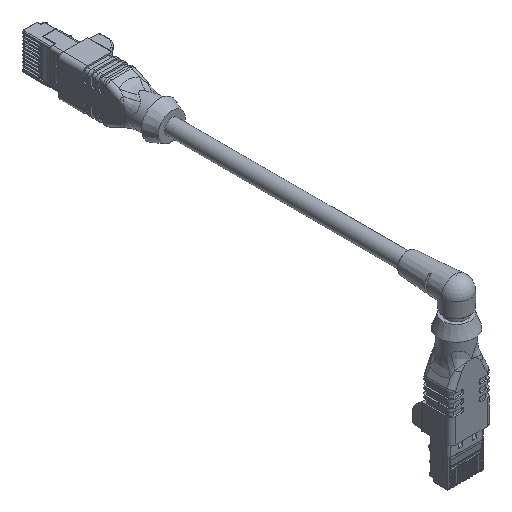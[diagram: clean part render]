
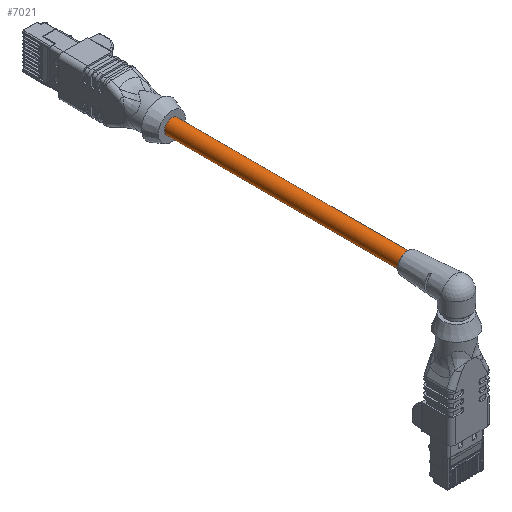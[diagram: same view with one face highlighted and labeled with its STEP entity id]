
A CAD part, isometric view. The second image highlights one B-rep face of the part: STEP entity #7021.
In plain terms, the highlighted cylindrical face has radius 2.4 mm (diameter 4.8 mm), a full revolution.
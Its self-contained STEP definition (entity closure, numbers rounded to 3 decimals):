
#6525=CYLINDRICAL_SURFACE('',#23279,2.4);
#7021=ADVANCED_FACE('',(#8325,#8326),#6525,.T.);
#8325=FACE_BOUND('',#8377,.T.);
#8326=FACE_BOUND('',#8378,.T.);
#8377=EDGE_LOOP('',(#9876));
#8378=EDGE_LOOP('',(#9877));
#9876=ORIENTED_EDGE('',*,*,#18844,.F.);
#9877=ORIENTED_EDGE('',*,*,#18845,.F.);
#16698=VERTEX_POINT('',#32596);
#16699=VERTEX_POINT('',#32598);
#18844=EDGE_CURVE('',#16698,#16698,#22242,.T.);
#18845=EDGE_CURVE('',#16699,#16699,#22243,.T.);
#22242=CIRCLE('',#23277,2.4);
#22243=CIRCLE('',#23278,2.4);
#23277=AXIS2_PLACEMENT_3D('',#32595,#25602,#25603);
#23278=AXIS2_PLACEMENT_3D('',#32597,#25604,#25605);
#23279=AXIS2_PLACEMENT_3D('',#32599,#25606,#25607);
#25602=DIRECTION('',(0.,1.,0.));
#25603=DIRECTION('',(1.,0.,0.));
#25604=DIRECTION('',(0.,-1.,0.));
#25605=DIRECTION('',(0.,0.,-1.));
#25606=DIRECTION('',(0.,1.,0.));
#25607=DIRECTION('',(0.,0.,-1.));
#32595=CARTESIAN_POINT('',(-4.517,27.891,-43.412));
#32596=CARTESIAN_POINT('',(-2.117,27.891,-43.412));
#32597=CARTESIAN_POINT('',(-4.517,-48.609,-43.412));
#32598=CARTESIAN_POINT('',(-4.517,-48.609,-45.812));
#32599=CARTESIAN_POINT('',(-4.517,-62.109,-43.412));
